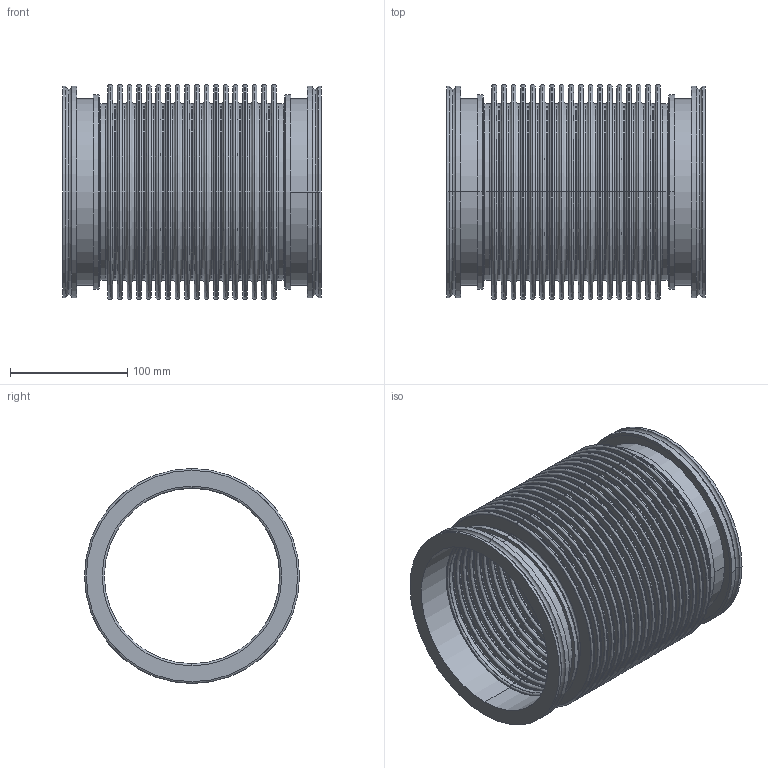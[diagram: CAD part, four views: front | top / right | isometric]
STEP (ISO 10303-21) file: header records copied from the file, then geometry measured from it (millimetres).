
FILE_DESCRIPTION (( 'STEP AP214' ), '1' );
FILE_NAME ('320SFK160-220.stp', '2017-06-02T09:02:55', ( '' ), ( '' ), 'SwSTEP 2.0', 'SolidWorks 2015', '' );
FILE_SCHEMA (( 'AUTOMOTIVE_DESIGN' ));
Length unit declared in the file: millimetre
Products named in the file (1): 320SFK160-220
Bounding box: 220 x 183.2 x 183.2 mm (x, y, z)
Volume: 360357.3 mm3; surface area: 839742.7 mm2
Topology: 1 solids, 1 shells, 574 faces, 1148 edges, 660 vertices
Faces by surface type: torus 312, cylinder 176, plane 86
Entity records: 21448 total; most frequent: DIRECTION 3270, CARTESIAN_POINT 2383, ORIENTED_EDGE 2296, AXIS2_PLACEMENT_3D 1547, EDGE_CURVE 1148, CIRCLE 972, EDGE_LOOP 660, VERTEX_POINT 660
